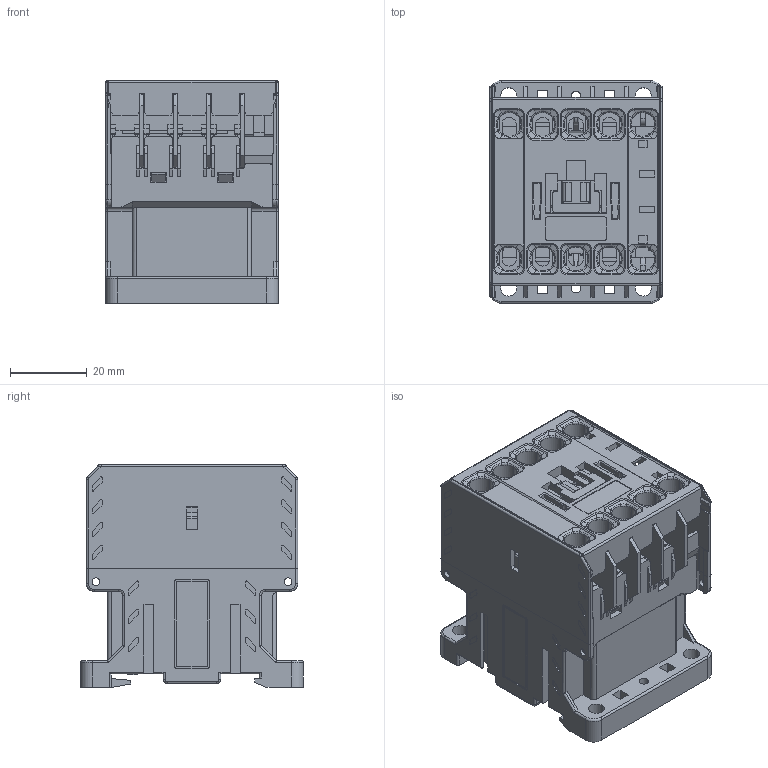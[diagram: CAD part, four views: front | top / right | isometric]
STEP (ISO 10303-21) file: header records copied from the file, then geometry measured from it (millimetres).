
FILE_DESCRIPTION((''),'2;1');
FILE_NAME('PRT0093','2022-03-22T09:07:24',('LESTER'),(''),'CREO PARAMETRIC BY PTC INC, 2018100','CREO PARAMETRIC BY PTC INC, 2018100','');
FILE_SCHEMA(('AUTOMOTIVE_DESIGN { 1 0 10303 214 1 1 1 1 }'));
Products named in the file (1): PRT0093
Bounding box: 45 x 58 x 58 mm (x, y, z)
Surface area: 61664.8 mm2 (no closed solid volume)
Topology: 0 solids, 4 shells, 5301 faces, 14932 edges, 9745 vertices
Faces by surface type: plane 4398, cylinder 545, bspline 184, torus 130, cone 34, extrusion 6, sphere 4
Entity records: 240991 total; most frequent: CARTESIAN_POINT 40821, ORIENTED_EDGE 29864, DIRECTION 26160, EDGE_CURVE 14932, VECTOR 13233, LINE 13227, VERTEX_POINT 9745, PRESENTATION_STYLE_ASSIGNMENT 8987
